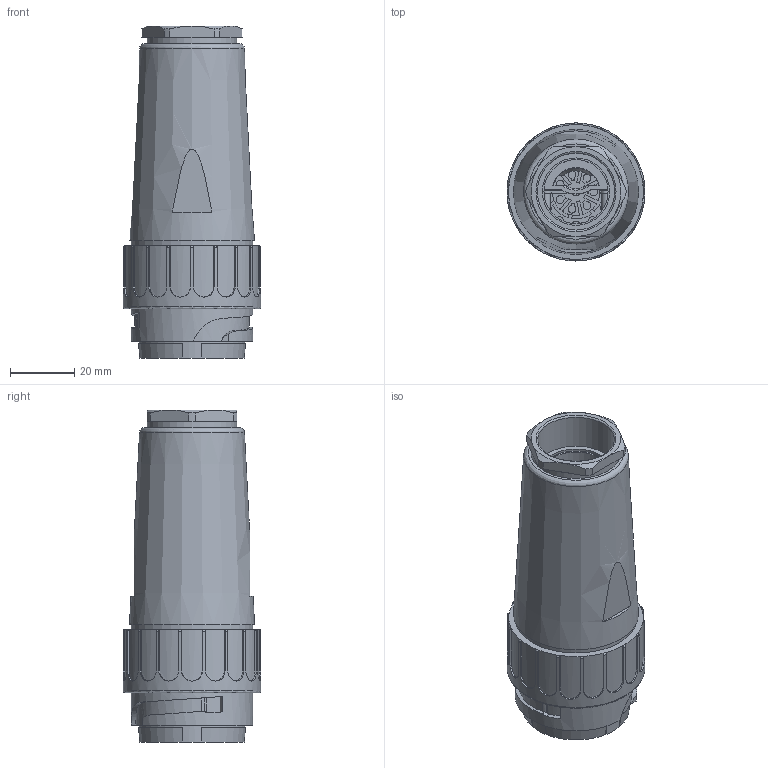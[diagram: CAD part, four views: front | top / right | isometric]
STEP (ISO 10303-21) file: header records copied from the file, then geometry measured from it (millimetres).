
FILE_DESCRIPTION(/* description */ (''),/* implementation_level */ '2;1');
FILE_NAME(/* name */ 'C016_10I019_005_2.stp',/* time_stamp */ '2017-05-29T15:07:12+02:00',/* author */ (''),/* organization */ (''),/* preprocessor_version */ 'ST-DEVELOPER v15',/* originating_system */ 'SIEMENS PLM Software NX 9.0',/* authorisation */ '');
FILE_SCHEMA (('CONFIG_CONTROL_DESIGN'));
Length unit declared in the file: millimetre
Products named in the file (1): c3d-c016 10i019 005 2nxm001-01
Bounding box: 43 x 43 x 103.5 mm (x, y, z)
Volume: 58615.4 mm3; surface area: 44743.5 mm2
Topology: 1 solids, 5 shells, 1057 faces, 2956 edges, 1945 vertices
Faces by surface type: plane 640, cylinder 320, bspline 51, cone 43, torus 3
Full cylindrical faces by diameter (mm): 3 x4, 3.2 x2, 3.65 x2, 16.8 x1, 20 x1, 20.5 x1, 21 x1, 24 x1, 25 x1, 25.9 x1, 26 x1, 27 x1, 28 x1, 29.1 x1, 30 x1, 30.2 x2, 33 x1, 33.2 x1, 36.5 x1, 38 x3, 38.2 x1, 43 x1
Entity records: 35767 total; most frequent: CARTESIAN_POINT 8697, ORIENTED_EDGE 5776, DIRECTION 5487, EDGE_CURVE 2888, VERTEX_POINT 1929, AXIS2_PLACEMENT_3D 1917, LINE 1653, VECTOR 1653
